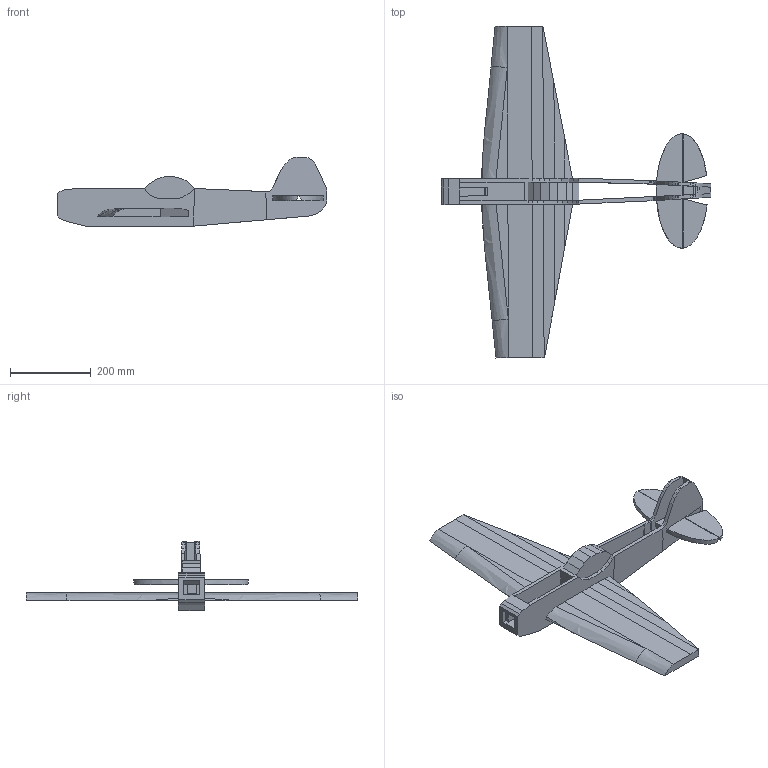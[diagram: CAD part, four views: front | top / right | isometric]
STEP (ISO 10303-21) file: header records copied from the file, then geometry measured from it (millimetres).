
FILE_DESCRIPTION(/* description */ (''),/* implementation_level */ '2;1');
FILE_NAME(/* name */ 'RC plane.step',/* time_stamp */ '2026-01-16T17:37:06+04:00',/* author */ (''),/* organization */ (''),/* preprocessor_version */ 'ST-DEVELOPER v20.1',/* originating_system */ 'Autodesk Translation Framework v14.21.0.0',/* authorisation */ '');
FILE_SCHEMA (('AUTOMOTIVE_DESIGN { 1 0 10303 214 3 1 1 }'));
Length unit declared in the file: millimetre
Products named in the file (1): RC plane
Bounding box: 666.62 x 821.45 x 171.1 mm (x, y, z)
Volume: 4991779.4 mm3; surface area: 625325.3 mm2
Topology: 3 solids, 3 shells, 221 faces, 628 edges, 408 vertices
Faces by surface type: plane 209, bspline 12
Entity records: 7287 total; most frequent: CARTESIAN_POINT 1557, ORIENTED_EDGE 1256, DIRECTION 1053, EDGE_CURVE 628, LINE 599, VECTOR 599, VERTEX_POINT 408, AXIS2_PLACEMENT_3D 227
